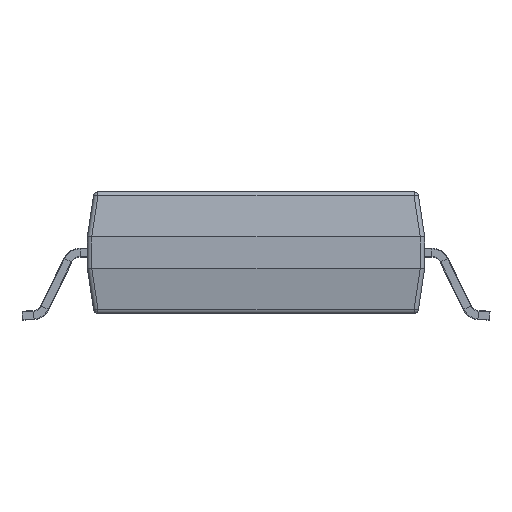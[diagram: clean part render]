
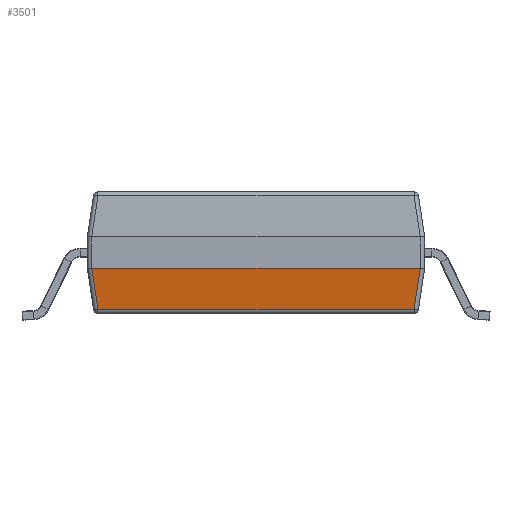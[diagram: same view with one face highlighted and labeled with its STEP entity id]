
A CAD part, left-side view. The second image highlights one B-rep face of the part: STEP entity #3501.
In plain terms, the highlighted planar face has unit normal (-0.989, 0, -0.148).
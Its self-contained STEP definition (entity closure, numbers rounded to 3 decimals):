
#683 = VERTEX_POINT ( 'NONE', #20817 ) ;
#1027 = EDGE_CURVE ( 'NONE', #31968, #32646, #36508, .T. ) ;
#3501 = ADVANCED_FACE ( 'NONE', ( #30695 ), #12255, .F. ) ;
#3767 = CARTESIAN_POINT ( 'NONE',  ( -8.95, -3.651, 1.1 ) ) ;
#4494 = ORIENTED_EDGE ( 'NONE', *, *, #37212, .T. ) ;
#7003 = ORIENTED_EDGE ( 'NONE', *, *, #39441, .T. ) ;
#7292 = VERTEX_POINT ( 'NONE', #33489 ) ;
#12255 = PLANE ( 'NONE',  #28295 ) ;
#12580 = DIRECTION ( 'NONE',  ( 0., -1., 0. ) ) ;
#12827 = CARTESIAN_POINT ( 'NONE',  ( -8.95, 3.75, 1.1 ) ) ;
#13285 = CARTESIAN_POINT ( 'NONE',  ( -8.791, -3.492, 0.038 ) ) ;
#15420 = EDGE_CURVE ( 'NONE', #7292, #39468, #24039, .T. ) ;
#16251 = CARTESIAN_POINT ( 'NONE',  ( -8.95, -3.65, 1.1 ) ) ;
#16754 = LINE ( 'NONE', #28597, #21974 ) ;
#17008 = ORIENTED_EDGE ( 'NONE', *, *, #28852, .T. ) ;
#17371 = ORIENTED_EDGE ( 'NONE', *, *, #1027, .F. ) ;
#18258 = VECTOR ( 'NONE', #12580, 1000. ) ;
#19420 = CARTESIAN_POINT ( 'NONE',  ( -8.95, -3.651, 1.1 ) ) ;
#20817 = CARTESIAN_POINT ( 'NONE',  ( -8.95, 3.651, 1.1 ) ) ;
#21514 = CARTESIAN_POINT ( 'NONE',  ( -8.95, 3.651, 1.1 ) ) ;
#21974 = VECTOR ( 'NONE', #29001, 1000. ) ;
#22009 = DIRECTION ( 'NONE',  ( 0.989, 0., 0.148 ) ) ;
#22184 = DIRECTION ( 'NONE',  ( 0., -1., 0. ) ) ;
#24039 = LINE ( 'NONE', #33345, #33928 ) ;
#25424 = CARTESIAN_POINT ( 'NONE',  ( -8.95, -3.65, 1.1 ) ) ;
#26223 = VERTEX_POINT ( 'NONE', #28344 ) ;
#26438 = VECTOR ( 'NONE', #37211, 1000. ) ;
#28295 = AXIS2_PLACEMENT_3D ( 'NONE', #12827, #22009, #22184 ) ;
#28344 = CARTESIAN_POINT ( 'NONE',  ( -8.95, -3.651, 1.1 ) ) ;
#28356 = CARTESIAN_POINT ( 'NONE',  ( -8.95, 3.651, 1.1 ) ) ;
#28597 = CARTESIAN_POINT ( 'NONE',  ( -8.952, 3.653, 1.114 ) ) ;
#28718 = EDGE_CURVE ( 'NONE', #683, #7292, #16754, .T. ) ;
#28852 = EDGE_CURVE ( 'NONE', #39468, #26223, #36806, .T. ) ;
#29001 = DIRECTION ( 'NONE',  ( 0.147, -0.147, -0.978 ) ) ;
#29521 = DIRECTION ( 'NONE',  ( 0., -1., 0. ) ) ;
#29783 =( BOUNDED_CURVE ( )  B_SPLINE_CURVE ( 3, ( #19420, #3767, #25424, #16251 ),
 .UNSPECIFIED., .F., .F. ) 
 B_SPLINE_CURVE_WITH_KNOTS ( ( 4, 4 ),
 ( 3.131, 3.142 ),
 .UNSPECIFIED. ) 
 CURVE ( )  GEOMETRIC_REPRESENTATION_ITEM ( )  RATIONAL_B_SPLINE_CURVE ( ( 1., 1., 1., 1. ) ) 
 REPRESENTATION_ITEM ( '' )  );
#30695 = FACE_OUTER_BOUND ( 'NONE', #34039, .T. ) ;
#30939 = CARTESIAN_POINT ( 'NONE',  ( -8.95, -3.65, 1.1 ) ) ;
#30994 = CARTESIAN_POINT ( 'NONE',  ( -8.95, 3.65, 1.1 ) ) ;
#31968 = VERTEX_POINT ( 'NONE', #34923 ) ;
#32646 = VERTEX_POINT ( 'NONE', #30939 ) ;
#33345 = CARTESIAN_POINT ( 'NONE',  ( -8.813, -3.6, 0.185 ) ) ;
#33489 = CARTESIAN_POINT ( 'NONE',  ( -8.813, 3.514, 0.185 ) ) ;
#33674 =( BOUNDED_CURVE ( )  B_SPLINE_CURVE ( 3, ( #30994, #34392, #28356, #21514 ),
 .UNSPECIFIED., .F., .T. ) 
 B_SPLINE_CURVE_WITH_KNOTS ( ( 4, 4 ),
 ( 3.142, 3.153 ),
 .UNSPECIFIED. ) 
 CURVE ( )  GEOMETRIC_REPRESENTATION_ITEM ( )  RATIONAL_B_SPLINE_CURVE ( ( 1., 1., 1., 1. ) ) 
 REPRESENTATION_ITEM ( '' )  );
#33928 = VECTOR ( 'NONE', #29521, 1000. ) ;
#34039 = EDGE_LOOP ( 'NONE', ( #17371, #4494, #39707, #35326, #17008, #7003 ) ) ;
#34392 = CARTESIAN_POINT ( 'NONE',  ( -8.95, 3.65, 1.1 ) ) ;
#34923 = CARTESIAN_POINT ( 'NONE',  ( -8.95, 3.65, 1.1 ) ) ;
#35326 = ORIENTED_EDGE ( 'NONE', *, *, #15420, .T. ) ;
#36508 = LINE ( 'NONE', #36897, #18258 ) ;
#36806 = LINE ( 'NONE', #13285, #26438 ) ;
#36897 = CARTESIAN_POINT ( 'NONE',  ( -8.95, 3.75, 1.1 ) ) ;
#37211 = DIRECTION ( 'NONE',  ( -0.147, -0.147, 0.978 ) ) ;
#37212 = EDGE_CURVE ( 'NONE', #31968, #683, #33674, .T. ) ;
#38741 = CARTESIAN_POINT ( 'NONE',  ( -8.813, -3.514, 0.185 ) ) ;
#39441 = EDGE_CURVE ( 'NONE', #26223, #32646, #29783, .T. ) ;
#39468 = VERTEX_POINT ( 'NONE', #38741 ) ;
#39707 = ORIENTED_EDGE ( 'NONE', *, *, #28718, .T. ) ;
